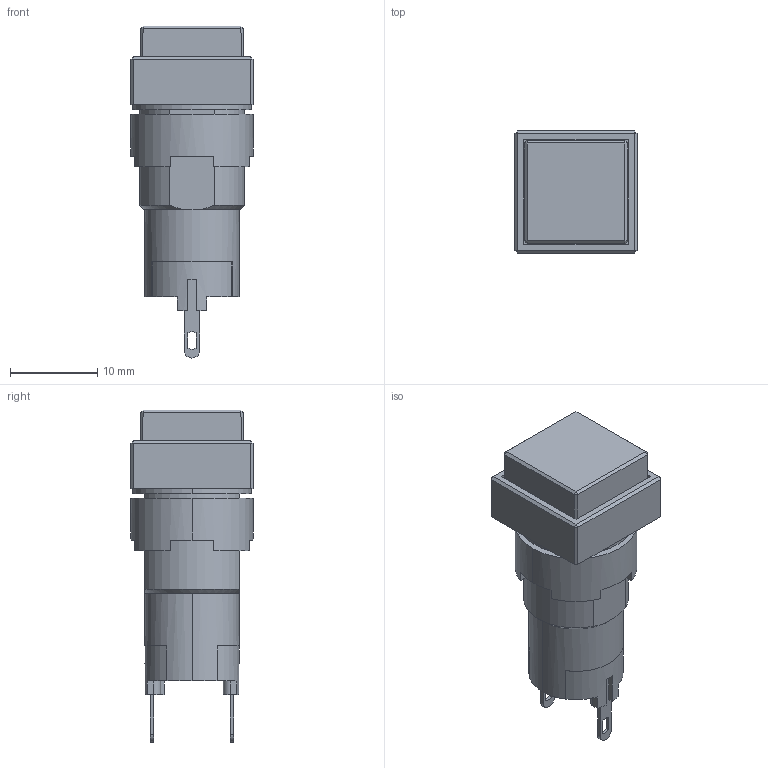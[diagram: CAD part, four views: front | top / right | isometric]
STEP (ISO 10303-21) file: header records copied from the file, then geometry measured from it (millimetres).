
FILE_DESCRIPTION (( 'STEP AP214' ), '1' );
FILE_NAME ('08_AL2Q-P1(P)$.STEP', '2020-10-26T01:39:24', ( 'IDEC' ), ( 'IDEC' ), 'SwSTEP 2.0', 'SolidWorks 2019', '' );
FILE_SCHEMA (( 'AUTOMOTIVE_DESIGN' ));
Length unit declared in the file: millimetre
Products named in the file (5): A2-P-BASE; A2-BODY-Q; A2-LOCK-NUT; A2-OPERATOR-Q; 08_AL2Q-P1(P)$
Assembly tree (4 placements, depth 2):
  08_AL2Q-P1(P)$
    A2-BODY-Q
    A2-OPERATOR-Q
    A2-P-BASE
    A2-LOCK-NUT
Bounding box: 14 x 14 x 38 mm (x, y, z)
Volume: 3759.6 mm3; surface area: 3046.8 mm2
Topology: 4 solids, 4 shells, 159 faces, 415 edges, 267 vertices
Faces by surface type: plane 113, cylinder 41, cone 5
Entity records: 5072 total; most frequent: CARTESIAN_POINT 884, DIRECTION 848, ORIENTED_EDGE 830, EDGE_CURVE 415, VECTOR 290, LINE 290, AXIS2_PLACEMENT_3D 279, VERTEX_POINT 267
